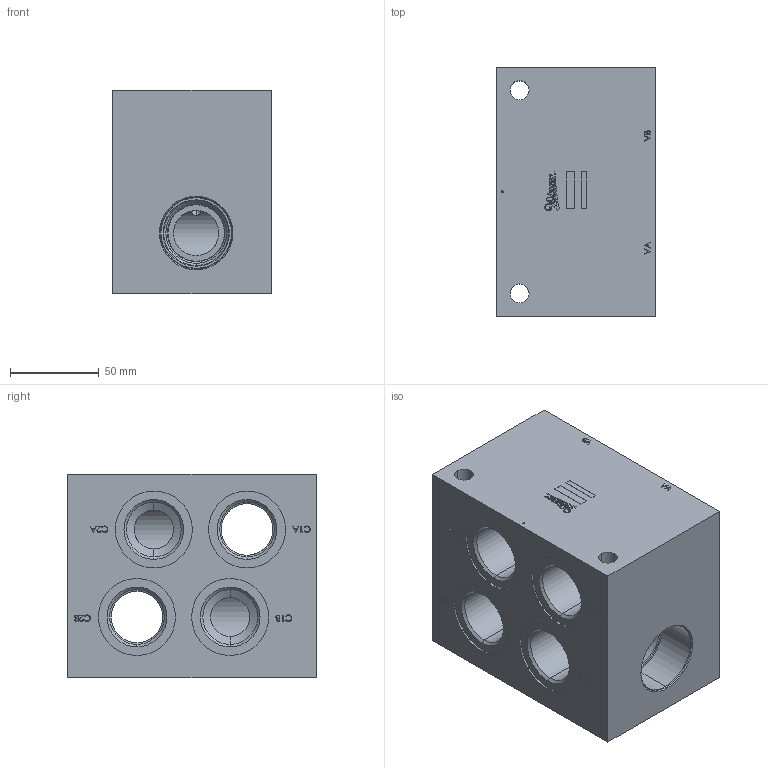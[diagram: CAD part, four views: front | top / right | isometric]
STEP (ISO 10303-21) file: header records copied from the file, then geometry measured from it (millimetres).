
FILE_DESCRIPTION (( 'STEP AP203' ), '1' );
FILE_NAME ('ML-240-SDW-17A3-17A3-G08-Z01.STEP', '2026-02-26T05:44:27', ( '' ), ( '' ), 'SwSTEP 2.0', 'SolidWorks 2018', '' );
FILE_SCHEMA (( 'CONFIG_CONTROL_DESIGN' ));
Length unit declared in the file: millimetre
Products named in the file (2): 6EF240SDWG08T001_WINNER; ML-240-SDW-17A3-17A3-G08-Z01
Assembly tree (1 placements, depth 2):
  ML-240-SDW-17A3-17A3-G08-Z01
    6EF240SDWG08T001_WINNER
Bounding box: 88.9 x 139.7 x 114.3 mm (x, y, z)
Volume: 1064365.6 mm3; surface area: 119014.7 mm2
Topology: 1 solids, 1 shells, 536 faces, 1407 edges, 912 vertices
Faces by surface type: cylinder 207, plane 202, bspline 75, cone 44, torus 8
Entity records: 21725 total; most frequent: CARTESIAN_POINT 8434, ORIENTED_EDGE 2810, DIRECTION 2603, EDGE_CURVE 1405, VERTEX_POINT 912, AXIS2_PLACEMENT_3D 901, LINE 801, VECTOR 801
